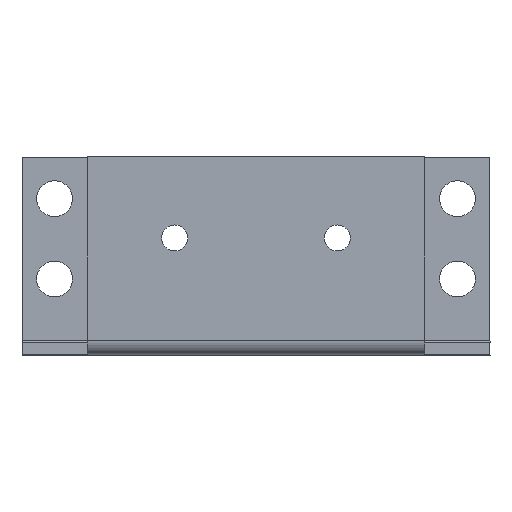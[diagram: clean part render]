
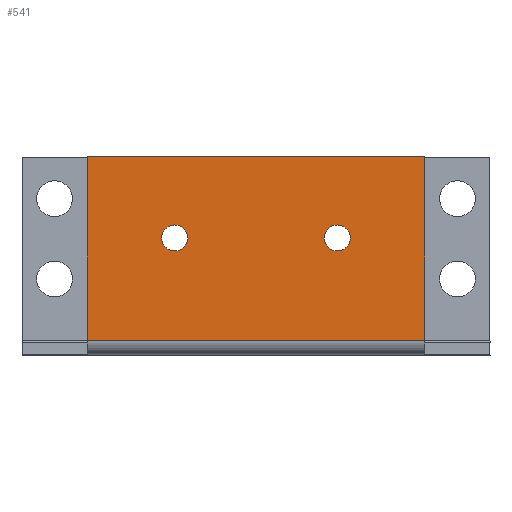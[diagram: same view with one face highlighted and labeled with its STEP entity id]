
A CAD part, top view. The second image highlights one B-rep face of the part: STEP entity #541.
In plain terms, the highlighted planar face has unit normal (0, 0, 1).
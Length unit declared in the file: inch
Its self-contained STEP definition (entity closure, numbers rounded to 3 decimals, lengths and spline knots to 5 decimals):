
#90 = VERTEX_POINT ( 'NONE', #1058 ) ;
#92 = EDGE_CURVE ( 'NONE', #93, #90, #1055, .T. ) ;
#93 = VERTEX_POINT ( 'NONE', #1114 ) ;
#157 = VERTEX_POINT ( 'NONE', #1213 ) ;
#159 = EDGE_CURVE ( 'NONE', #157, #160, #1212, .T. ) ;
#160 = VERTEX_POINT ( 'NONE', #1207 ) ;
#541 = ADVANCED_FACE ( 'NONE', ( #1928, #1927, #1926 ), #1925, .F. ) ;
#542 = EDGE_LOOP ( 'NONE', ( #543, #544, #547, #550 ) ) ;
#543 = ORIENTED_EDGE ( 'NONE', *, *, #557, .T. ) ;
#544 = ORIENTED_EDGE ( 'NONE', *, *, #545, .T. ) ;
#545 = EDGE_CURVE ( 'NONE', #555, #546, #1920, .T. ) ;
#546 = VERTEX_POINT ( 'NONE', #1916 ) ;
#547 = ORIENTED_EDGE ( 'NONE', *, *, #548, .F. ) ;
#548 = EDGE_CURVE ( 'NONE', #549, #546, #1915, .T. ) ;
#549 = VERTEX_POINT ( 'NONE', #1911 ) ;
#550 = ORIENTED_EDGE ( 'NONE', *, *, #551, .T. ) ;
#551 = EDGE_CURVE ( 'NONE', #549, #558, #1910, .T. ) ;
#552 = EDGE_LOOP ( 'NONE', ( #609, #611 ) ) ;
#555 = VERTEX_POINT ( 'NONE', #1965 ) ;
#557 = EDGE_CURVE ( 'NONE', #558, #555, #1964, .T. ) ;
#558 = VERTEX_POINT ( 'NONE', #1960 ) ;
#609 = ORIENTED_EDGE ( 'NONE', *, *, #610, .F. ) ;
#610 = EDGE_CURVE ( 'NONE', #160, #157, #2005, .T. ) ;
#611 = ORIENTED_EDGE ( 'NONE', *, *, #159, .F. ) ;
#612 = EDGE_LOOP ( 'NONE', ( #613, #614 ) ) ;
#613 = ORIENTED_EDGE ( 'NONE', *, *, #92, .T. ) ;
#614 = ORIENTED_EDGE ( 'NONE', *, *, #615, .T. ) ;
#615 = EDGE_CURVE ( 'NONE', #90, #93, #2061, .T. ) ;
#1051 = DIRECTION ( 'NONE',  ( 1., 0., 0. ) ) ;
#1052 = DIRECTION ( 'NONE',  ( 0., 0., -1. ) ) ;
#1053 = CARTESIAN_POINT ( 'NONE',  ( 0.391, 0.562, 0.6835 ) ) ;
#1054 = AXIS2_PLACEMENT_3D ( 'NONE', #1053, #1052, #1051 ) ;
#1055 = CIRCLE ( 'NONE', #1054, 0.0625 ) ;
#1058 = CARTESIAN_POINT ( 'NONE',  ( 0.3285, 0.562, 0.6835 ) ) ;
#1114 = CARTESIAN_POINT ( 'NONE',  ( 0.4535, 0.562, 0.6835 ) ) ;
#1207 = CARTESIAN_POINT ( 'NONE',  ( -0.3285, 0.562, 0.6835 ) ) ;
#1208 = DIRECTION ( 'NONE',  ( 1., 0., 0. ) ) ;
#1209 = DIRECTION ( 'NONE',  ( 0., 0., 1. ) ) ;
#1210 = CARTESIAN_POINT ( 'NONE',  ( -0.391, 0.562, 0.6835 ) ) ;
#1211 = AXIS2_PLACEMENT_3D ( 'NONE', #1210, #1209, #1208 ) ;
#1212 = CIRCLE ( 'NONE', #1211, 0.0625 ) ;
#1213 = CARTESIAN_POINT ( 'NONE',  ( -0.4535, 0.562, 0.6835 ) ) ;
#1907 = DIRECTION ( 'NONE',  ( -1., 0., 0. ) ) ;
#1908 = VECTOR ( 'NONE', #1907, 39.37008 ) ;
#1909 = CARTESIAN_POINT ( 'NONE',  ( 0., 0.953, 0.6835 ) ) ;
#1910 = LINE ( 'NONE', #1909, #1908 ) ;
#1911 = CARTESIAN_POINT ( 'NONE',  ( 0.812, 0.953, 0.6835 ) ) ;
#1912 = DIRECTION ( 'NONE',  ( 0., -1., 0. ) ) ;
#1913 = VECTOR ( 'NONE', #1912, 39.37008 ) ;
#1914 = CARTESIAN_POINT ( 'NONE',  ( 0.812, 0.06, 0.6835 ) ) ;
#1915 = LINE ( 'NONE', #1914, #1913 ) ;
#1916 = CARTESIAN_POINT ( 'NONE',  ( 0.812, 0.07, 0.6835 ) ) ;
#1917 = DIRECTION ( 'NONE',  ( 1., 0., 0. ) ) ;
#1918 = VECTOR ( 'NONE', #1917, 39.37008 ) ;
#1919 = CARTESIAN_POINT ( 'NONE',  ( -2.05334, 0.07, 0.6835 ) ) ;
#1920 = LINE ( 'NONE', #1919, #1918 ) ;
#1921 = DIRECTION ( 'NONE',  ( -1., 0., 0. ) ) ;
#1922 = DIRECTION ( 'NONE',  ( 0., 0., -1. ) ) ;
#1923 = CARTESIAN_POINT ( 'NONE',  ( -2.05334, 0.06, 0.6835 ) ) ;
#1924 = AXIS2_PLACEMENT_3D ( 'NONE', #1923, #1922, #1921 ) ;
#1925 = PLANE ( 'NONE',  #1924 ) ;
#1926 = FACE_BOUND ( 'NONE', #612, .T. ) ;
#1927 = FACE_BOUND ( 'NONE', #552, .T. ) ;
#1928 = FACE_OUTER_BOUND ( 'NONE', #542, .T. ) ;
#1960 = CARTESIAN_POINT ( 'NONE',  ( -0.812, 0.953, 0.6835 ) ) ;
#1961 = DIRECTION ( 'NONE',  ( 0., -1., 0. ) ) ;
#1962 = VECTOR ( 'NONE', #1961, 39.37008 ) ;
#1963 = CARTESIAN_POINT ( 'NONE',  ( -0.812, 0.06, 0.6835 ) ) ;
#1964 = LINE ( 'NONE', #1963, #1962 ) ;
#1965 = CARTESIAN_POINT ( 'NONE',  ( -0.812, 0.07, 0.6835 ) ) ;
#2000 = CARTESIAN_POINT ( 'NONE',  ( 0.391, 0.562, 0.6835 ) ) ;
#2001 = DIRECTION ( 'NONE',  ( 1., 0., 0. ) ) ;
#2002 = DIRECTION ( 'NONE',  ( 0., 0., 1. ) ) ;
#2003 = CARTESIAN_POINT ( 'NONE',  ( -0.391, 0.562, 0.6835 ) ) ;
#2004 = AXIS2_PLACEMENT_3D ( 'NONE', #2003, #2002, #2001 ) ;
#2005 = CIRCLE ( 'NONE', #2004, 0.0625 ) ;
#2058 = DIRECTION ( 'NONE',  ( 1., 0., 0. ) ) ;
#2059 = DIRECTION ( 'NONE',  ( 0., 0., -1. ) ) ;
#2060 = AXIS2_PLACEMENT_3D ( 'NONE', #2000, #2059, #2058 ) ;
#2061 = CIRCLE ( 'NONE', #2060, 0.0625 ) ;
